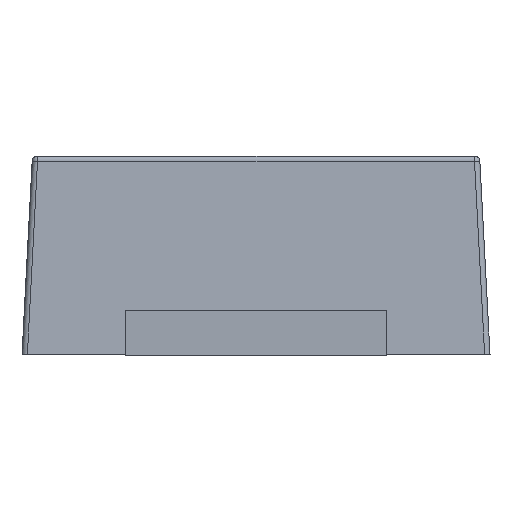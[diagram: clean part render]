
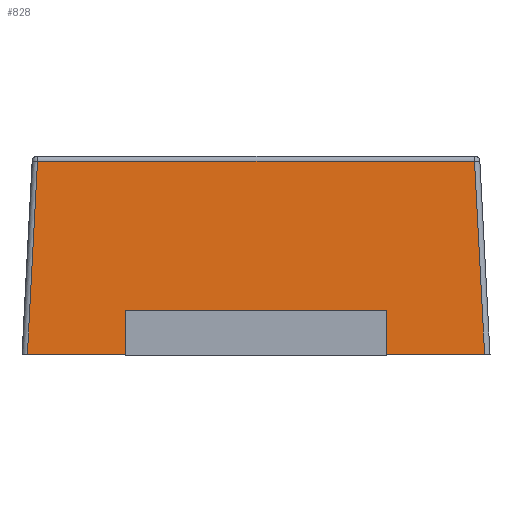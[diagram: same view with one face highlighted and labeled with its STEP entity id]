
A CAD part, left-side view. The second image highlights one B-rep face of the part: STEP entity #828.
In plain terms, the highlighted planar face has unit normal (-0.999, 0, 0.052).
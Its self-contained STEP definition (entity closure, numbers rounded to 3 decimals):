
#121=ORIENTED_EDGE('',*,*,#269,.T.);
#122=ORIENTED_EDGE('',*,*,#270,.T.);
#123=ORIENTED_EDGE('',*,*,#271,.T.);
#124=ORIENTED_EDGE('',*,*,#272,.T.);
#125=ORIENTED_EDGE('',*,*,#273,.T.);
#126=ORIENTED_EDGE('',*,*,#274,.T.);
#127=ORIENTED_EDGE('',*,*,#275,.T.);
#128=ORIENTED_EDGE('',*,*,#276,.T.);
#269=EDGE_CURVE('',#341,#342,#397,.T.);
#270=EDGE_CURVE('',#342,#343,#398,.F.);
#271=EDGE_CURVE('',#343,#344,#399,.F.);
#272=EDGE_CURVE('',#344,#345,#400,.F.);
#273=EDGE_CURVE('',#345,#346,#401,.F.);
#274=EDGE_CURVE('',#346,#347,#402,.F.);
#275=EDGE_CURVE('',#347,#348,#403,.F.);
#276=EDGE_CURVE('',#348,#341,#404,.F.);
#341=VERTEX_POINT('',#1182);
#342=VERTEX_POINT('',#1183);
#343=VERTEX_POINT('',#1185);
#344=VERTEX_POINT('',#1187);
#345=VERTEX_POINT('',#1189);
#346=VERTEX_POINT('',#1191);
#347=VERTEX_POINT('',#1193);
#348=VERTEX_POINT('',#1195);
#397=LINE('',#1181,#461);
#398=LINE('',#1184,#462);
#399=LINE('',#1186,#463);
#400=LINE('',#1188,#464);
#401=LINE('',#1190,#465);
#402=LINE('',#1192,#466);
#403=LINE('',#1194,#467);
#404=LINE('',#1196,#468);
#461=VECTOR('',#994,1000.);
#462=VECTOR('',#995,1000.);
#463=VECTOR('',#996,1000.);
#464=VECTOR('',#997,1000.);
#465=VECTOR('',#998,1000.);
#466=VECTOR('',#999,1000.);
#467=VECTOR('',#1000,1000.);
#468=VECTOR('',#1001,1000.);
#498=EDGE_LOOP('',(#121,#122,#123,#124,#125,#126,#127,#128));
#532=FACE_BOUND('',#498,.T.);
#564=PLANE('',#875);
#828=ADVANCED_FACE('',(#532),#564,.T.);
#875=AXIS2_PLACEMENT_3D('',#1180,#992,#993);
#992=DIRECTION('',(-0.999,0.,0.052));
#993=DIRECTION('',(0.052,0.,0.999));
#994=DIRECTION('',(0.052,0.052,0.997));
#995=DIRECTION('',(0.,-1.,0.));
#996=DIRECTION('',(0.052,-0.052,0.997));
#997=DIRECTION('',(0.,1.,0.));
#998=DIRECTION('',(-0.052,0.,-0.999));
#999=DIRECTION('',(0.,1.,0.));
#1000=DIRECTION('',(0.052,0.,0.999));
#1001=DIRECTION('',(0.,1.,0.));
#1180=CARTESIAN_POINT('',(-1.95,1.3,0.01));
#1181=CARTESIAN_POINT('',(-1.943,-1.263,0.144));
#1182=CARTESIAN_POINT('',(-1.95,-1.27,0.01));
#1183=CARTESIAN_POINT('',(-1.894,-1.214,1.082));
#1184=CARTESIAN_POINT('',(-1.894,1.212,1.082));
#1185=CARTESIAN_POINT('',(-1.894,1.214,1.082));
#1186=CARTESIAN_POINT('',(-1.95,1.27,0.008));
#1187=CARTESIAN_POINT('',(-1.95,1.27,0.01));
#1188=CARTESIAN_POINT('',(-1.95,1.3,0.01));
#1189=CARTESIAN_POINT('',(-1.95,0.725,0.01));
#1190=CARTESIAN_POINT('',(-1.95,0.725,0.01));
#1191=CARTESIAN_POINT('',(-1.937,0.725,0.25));
#1192=CARTESIAN_POINT('',(-1.937,1.3,0.25));
#1193=CARTESIAN_POINT('',(-1.937,-0.725,0.25));
#1194=CARTESIAN_POINT('',(-1.95,-0.725,0.01));
#1195=CARTESIAN_POINT('',(-1.95,-0.725,0.01));
#1196=CARTESIAN_POINT('',(-1.95,1.3,0.01));
